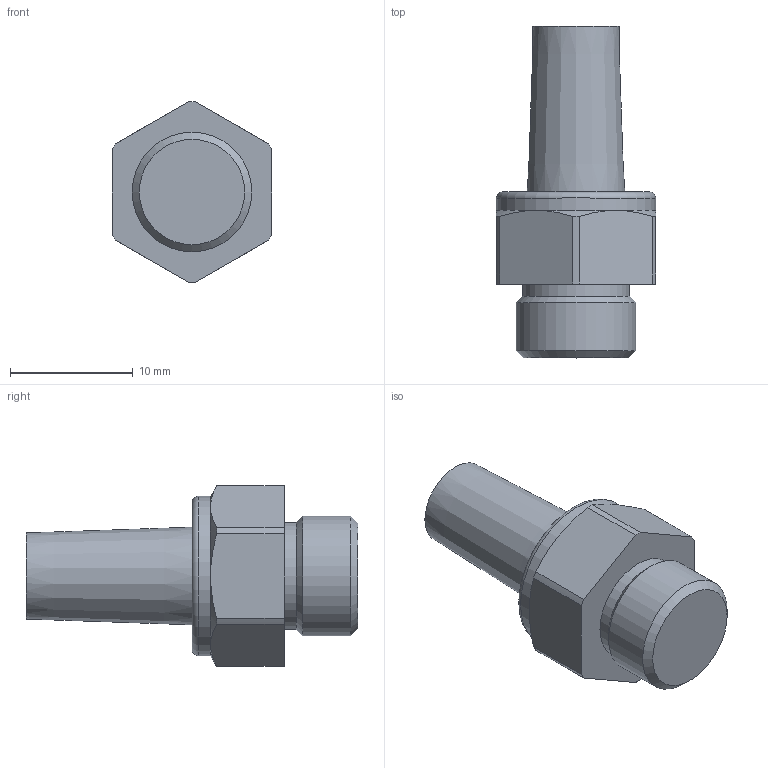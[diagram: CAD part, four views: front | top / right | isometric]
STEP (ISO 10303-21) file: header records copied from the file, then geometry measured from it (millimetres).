
FILE_DESCRIPTION(/* description */ ('Alibre Inc.'),/* implementation_level */ '2;1');
FILE_NAME(/* name */ 'export-CC224BD8-ECFA-4DAD-A9F7-CB0FB31E3D3B',/* time_stamp */ '2020-07-21T15:46:48+02:00',/* author */ (''),/* organization */ (''),/* preprocessor_version */ 'ST-DEVELOPER v17',/* originating_system */ 'Alibre',/* authorisation */ '');
FILE_SCHEMA (('AUTOMOTIVE_DESIGN'));
Length unit declared in the file: millimetre
Products named in the file (1): _W0970530022
Bounding box: 13 x 27 x 14.7 mm (x, y, z)
Volume: 2085.3 mm3; surface area: 1100.6 mm2
Topology: 1 solids, 1 shells, 26 faces, 60 edges, 39 vertices
Faces by surface type: plane 11, cylinder 10, cone 4, torus 1
Full cylindrical faces by diameter (mm): 8.7 x1, 9.728 x1, 12.968 x1
Entity records: 745 total; most frequent: CARTESIAN_POINT 137, DIRECTION 122, ORIENTED_EDGE 120, EDGE_CURVE 60, AXIS2_PLACEMENT_3D 54, VERTEX_POINT 39, EDGE_LOOP 29, FACE_BOUND 29
